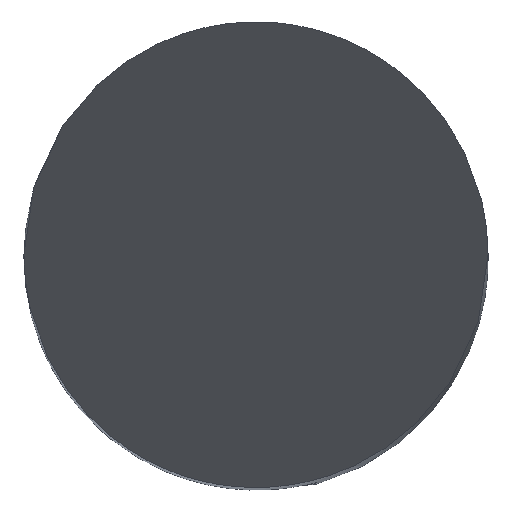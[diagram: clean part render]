
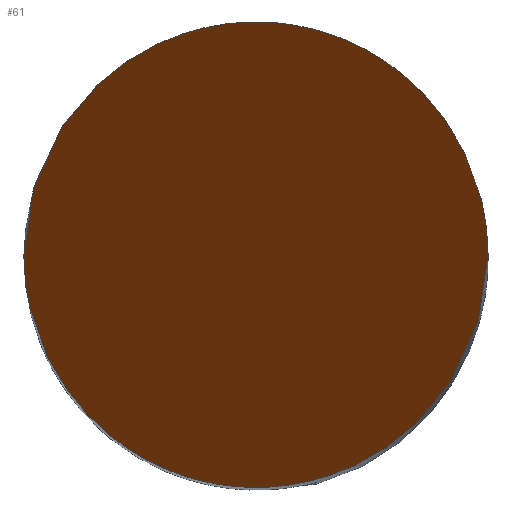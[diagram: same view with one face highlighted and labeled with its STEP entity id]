
A CAD part, top view. The second image highlights one B-rep face of the part: STEP entity #61.
In plain terms, the highlighted planar face has unit normal (0, -0.866, 0.5).
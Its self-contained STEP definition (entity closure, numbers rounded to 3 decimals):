
#46=PLANE('',#503);
#61=ADVANCED_FACE('',(#94),#46,.F.);
#94=FACE_OUTER_BOUND('',#119,.T.);
#119=EDGE_LOOP('',(#233,#234));
#233=ORIENTED_EDGE('',*,*,#394,.F.);
#234=ORIENTED_EDGE('',*,*,#380,.F.);
#339=VERTEX_POINT('',#657);
#340=VERTEX_POINT('',#658);
#380=EDGE_CURVE('',#339,#340,#450,.T.);
#394=EDGE_CURVE('',#340,#339,#454,.T.);
#450=(
BOUNDED_CURVE()
B_SPLINE_CURVE(3,(#653,#654,#655,#656),.UNSPECIFIED.,.F.,.F.)
B_SPLINE_CURVE_WITH_KNOTS((4,4),(0.,1.),.UNSPECIFIED.)
CURVE()
GEOMETRIC_REPRESENTATION_ITEM()
RATIONAL_B_SPLINE_CURVE((1.,0.333,0.333,1.))
REPRESENTATION_ITEM('')
);
#454=(
BOUNDED_CURVE()
B_SPLINE_CURVE(3,(#748,#749,#750,#751),.UNSPECIFIED.,.F.,.F.)
B_SPLINE_CURVE_WITH_KNOTS((4,4),(0.,1.),.UNSPECIFIED.)
CURVE()
GEOMETRIC_REPRESENTATION_ITEM()
RATIONAL_B_SPLINE_CURVE((1.,0.333,0.333,1.))
REPRESENTATION_ITEM('')
);
#503=AXIS2_PLACEMENT_3D('',#754,#549,#550);
#549=DIRECTION('',(0.,0.866,-0.5));
#550=DIRECTION('',(0.,-0.5,-0.866));
#653=CARTESIAN_POINT('',(-2.,0.,0.));
#654=CARTESIAN_POINT('',(-2.,4.,6.928));
#655=CARTESIAN_POINT('',(2.,4.,6.928));
#656=CARTESIAN_POINT('',(2.,0.,0.));
#657=CARTESIAN_POINT('',(-2.,0.,0.));
#658=CARTESIAN_POINT('',(2.,0.,0.));
#748=CARTESIAN_POINT('',(2.,0.,0.));
#749=CARTESIAN_POINT('',(2.,-4.,-6.928));
#750=CARTESIAN_POINT('',(-2.,-4.,-6.928));
#751=CARTESIAN_POINT('',(-2.,0.,0.));
#754=CARTESIAN_POINT('',(2.,2.,3.464));
